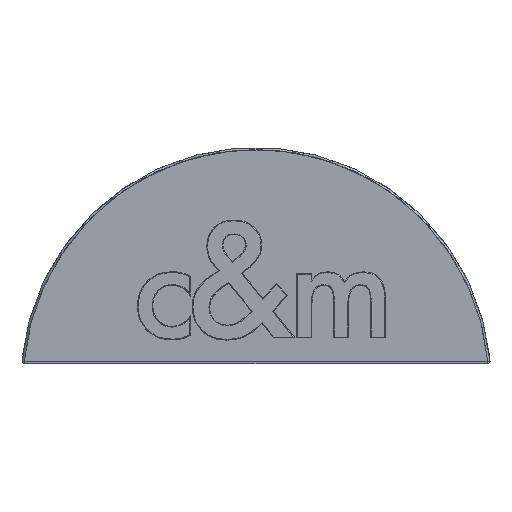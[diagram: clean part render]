
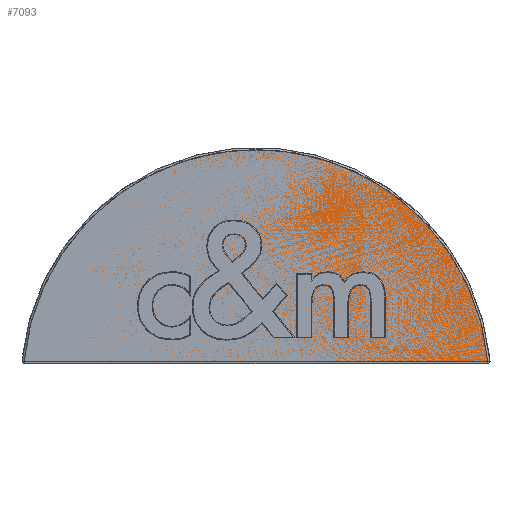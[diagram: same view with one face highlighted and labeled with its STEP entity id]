
A CAD part, left-side view. The second image highlights one B-rep face of the part: STEP entity #7093.
In plain terms, the highlighted planar face has unit normal (-1, 0, 0).
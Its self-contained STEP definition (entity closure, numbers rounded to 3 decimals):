
#66=CIRCLE('',#7433,161.5);
#620=LINE('',#16409,#1126);
#1126=VECTOR('',#8481,10.);
#1385=PLANE('',#7436);
#1821=FACE_OUTER_BOUND('',#2303,.T.);
#2303=EDGE_LOOP('',(#6296,#6297));
#3332=VERTEX_POINT('',#16391);
#3334=VERTEX_POINT('',#16399);
#4327=EDGE_CURVE('',#3332,#3334,#620,.T.);
#4329=EDGE_CURVE('',#3334,#3332,#66,.T.);
#6296=ORIENTED_EDGE('',*,*,#4327,.F.);
#6297=ORIENTED_EDGE('',*,*,#4329,.F.);
#7093=ADVANCED_FACE('',(#1821),#1385,.T.);
#7433=AXIS2_PLACEMENT_3D('',#16412,#8485,#8486);
#7436=AXIS2_PLACEMENT_3D('',#16552,#8502,#8503);
#8481=DIRECTION('',(0.,1.,0.));
#8485=DIRECTION('center_axis',(1.,0.,0.));
#8486=DIRECTION('ref_axis',(0.,-0.997,0.078));
#8502=DIRECTION('center_axis',(-1.,0.,0.));
#8503=DIRECTION('ref_axis',(0.,-1.,0.));
#16391=CARTESIAN_POINT('',(0.,1.631,1.5));
#16399=CARTESIAN_POINT('',(0.,323.369,1.5));
#16409=CARTESIAN_POINT('',(0.,243.75,1.5));
#16412=CARTESIAN_POINT('Origin',(0.,162.5,-12.757));
#16552=CARTESIAN_POINT('Origin',(0.,325.,0.));
